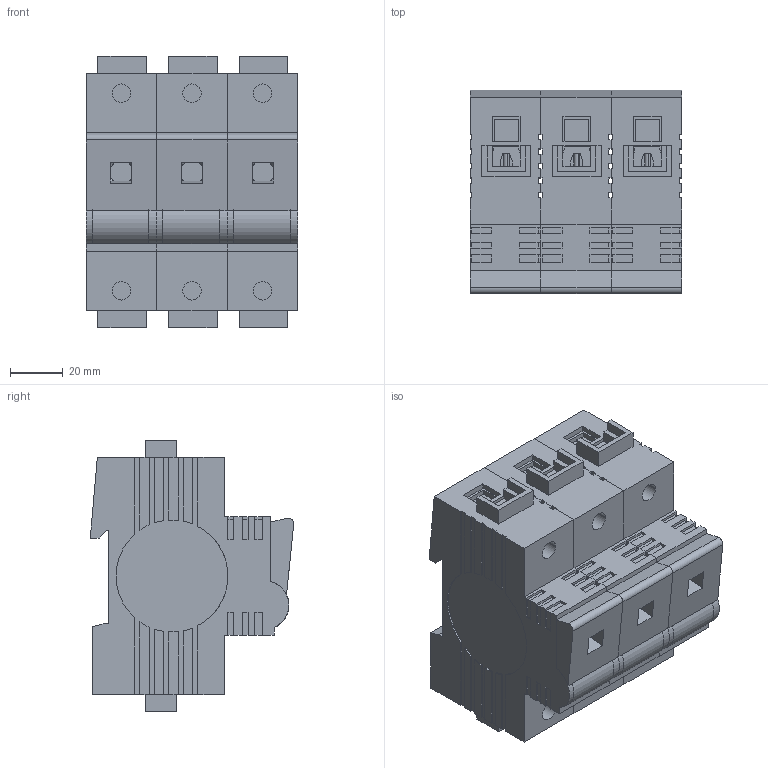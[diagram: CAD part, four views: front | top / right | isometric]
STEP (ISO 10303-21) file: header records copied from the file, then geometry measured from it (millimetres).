
FILE_DESCRIPTION(('CATIA V5 STEP Exchange','CAx-IF Rec.Pracs.--- Model Styling and Organization---1.4--- 2014-01-23'),'2;1');
FILE_NAME('31314.stp','2023-01-26T13:36:05+00:00',('none'),('none'),'CATIA Version 5-6 Release 2019 SP3','CATIA V5 STEP AP214 v1','none');
FILE_SCHEMA(('AUTOMOTIVE_DESIGN { 1 0 10303 214 1 1 1 1 }'));
Length unit declared in the file: millimetre
Products named in the file (4): SECUR®Panel; 31314; housing; Drawer
Assembly tree (7 placements, depth 3):
  SECUR®Panel
    31314
      housing  x3
      Drawer  x3
Bounding box: 80.4 x 77.21 x 103 mm (x, y, z)
Volume: 347831.1 mm3; surface area: 111391.9 mm2
Topology: 9 solids, 9 shells, 1089 faces, 3297 edges, 2235 vertices
Faces by surface type: plane 945, cylinder 138, cone 6
Entity records: 11528 total; most frequent: ORIENTED_EDGE 2198, CARTESIAN_POINT 2172, DIRECTION 1449, EDGE_CURVE 1099, VECTOR 940, LINE 940, VERTEX_POINT 745, EDGE_LOOP 384
